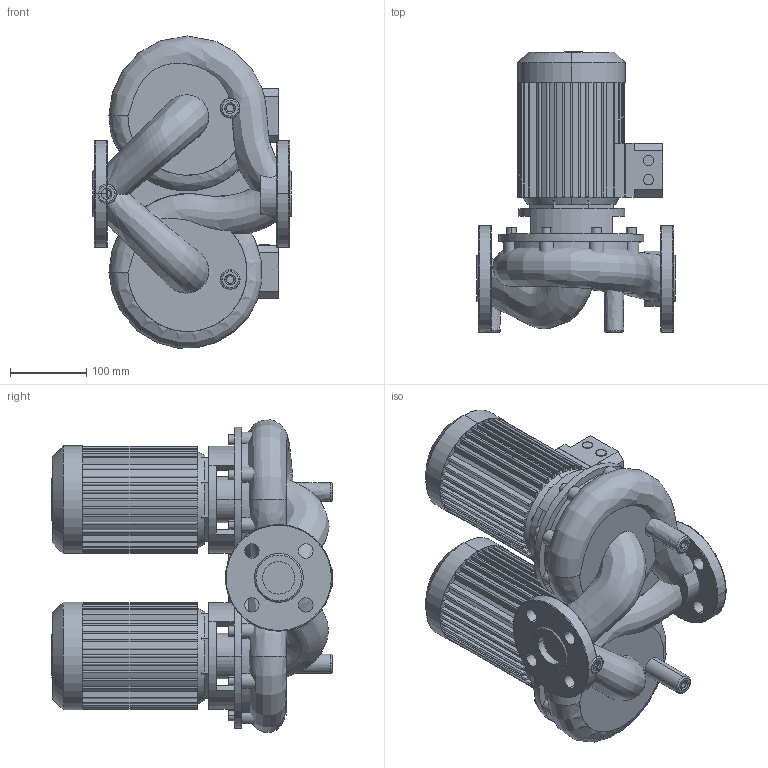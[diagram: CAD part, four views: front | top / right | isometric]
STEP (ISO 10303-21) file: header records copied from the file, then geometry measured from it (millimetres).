
FILE_DESCRIPTION((''),'2;1');
FILE_NAME('3d_DPL32_135-0_25_4-2150373.stp','2016-08-24T10:57:36',(''),(''),'Mechanical Desktop 2009','Mechanical Desktop 2009',', , ');
FILE_SCHEMA(('CONFIG_CONTROL_DESIGN'));
Length unit declared in the file: millimetre
Products named in the file (1): Product
Bounding box: 260 x 367.69 x 409.38 mm (x, y, z)
Volume: 13825145.3 mm3; surface area: 1021588.7 mm2
Topology: 17 solids, 17 shells, 904 faces, 2317 edges, 1495 vertices
Faces by surface type: plane 438, bspline 232, cylinder 220, cone 10, torus 4
Entity records: 39160 total; most frequent: CARTESIAN_POINT 17478, ORIENTED_EDGE 4626, DIRECTION 4287, EDGE_CURVE 2313, VERTEX_POINT 1493, AXIS2_PLACEMENT_3D 1464, VECTOR 1359, LINE 1359
